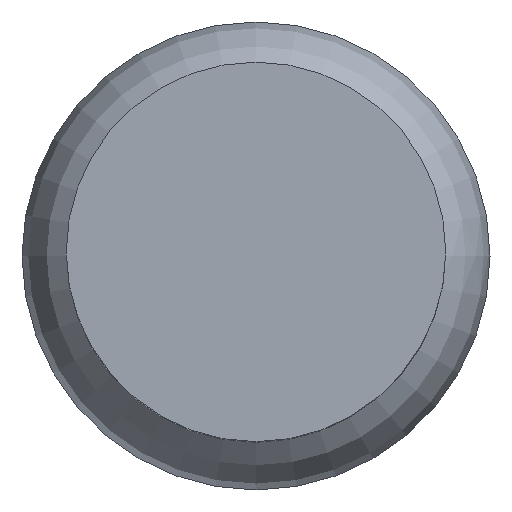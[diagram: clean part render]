
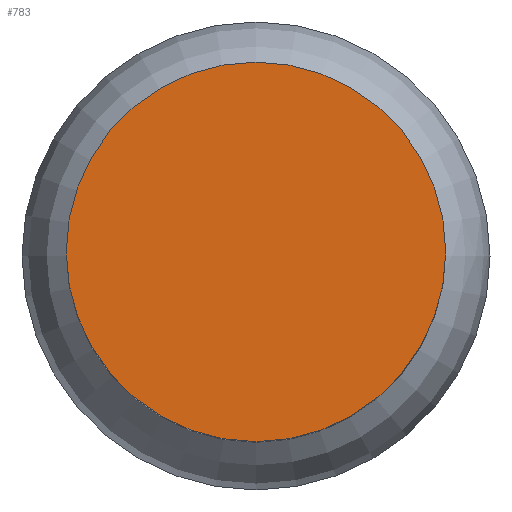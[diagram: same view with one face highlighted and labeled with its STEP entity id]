
A CAD part, top view. The second image highlights one B-rep face of the part: STEP entity #783.
In plain terms, the highlighted planar face has unit normal (0, 0, 1).
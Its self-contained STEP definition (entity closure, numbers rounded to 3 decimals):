
#699 = EDGE_CURVE('',#700,#700,#702,.T.);
#700 = VERTEX_POINT('',#701);
#701 = CARTESIAN_POINT('',(0.45,0.,16.55));
#702 = SURFACE_CURVE('',#703,(#708,#720),.PCURVE_S1.);
#703 = CIRCLE('',#704,0.45);
#704 = AXIS2_PLACEMENT_3D('',#705,#706,#707);
#705 = CARTESIAN_POINT('',(0.,0.,16.55));
#706 = DIRECTION('',(0.,0.,1.));
#707 = DIRECTION('',(1.,0.,0.));
#708 = PCURVE('',#709,#714);
#709 = CYLINDRICAL_SURFACE('',#710,0.45);
#710 = AXIS2_PLACEMENT_3D('',#711,#712,#713);
#711 = CARTESIAN_POINT('',(0.,0.,15.65));
#712 = DIRECTION('',(0.,0.,1.));
#713 = DIRECTION('',(1.,0.,0.));
#714 = DEFINITIONAL_REPRESENTATION('',(#715),#719);
#715 = LINE('',#716,#717);
#716 = CARTESIAN_POINT('',(0.,0.9));
#717 = VECTOR('',#718,1.);
#718 = DIRECTION('',(1.,0.));
#719 = ( GEOMETRIC_REPRESENTATION_CONTEXT(2) 
PARAMETRIC_REPRESENTATION_CONTEXT() REPRESENTATION_CONTEXT('2D SPACE',''
  ) );
#720 = PCURVE('',#721,#726);
#721 = PLANE('',#722);
#722 = AXIS2_PLACEMENT_3D('',#723,#724,#725);
#723 = CARTESIAN_POINT('',(0.,0.,16.55));
#724 = DIRECTION('',(0.,0.,1.));
#725 = DIRECTION('',(1.,0.,0.));
#726 = DEFINITIONAL_REPRESENTATION('',(#727),#731);
#727 = CIRCLE('',#728,0.45);
#728 = AXIS2_PLACEMENT_2D('',#729,#730);
#729 = CARTESIAN_POINT('',(0.,0.));
#730 = DIRECTION('',(1.,0.));
#731 = ( GEOMETRIC_REPRESENTATION_CONTEXT(2) 
PARAMETRIC_REPRESENTATION_CONTEXT() REPRESENTATION_CONTEXT('2D SPACE',''
  ) );
#783 = ADVANCED_FACE('',(#784),#721,.T.);
#784 = FACE_BOUND('',#785,.T.);
#785 = EDGE_LOOP('',(#786));
#786 = ORIENTED_EDGE('',*,*,#699,.T.);
